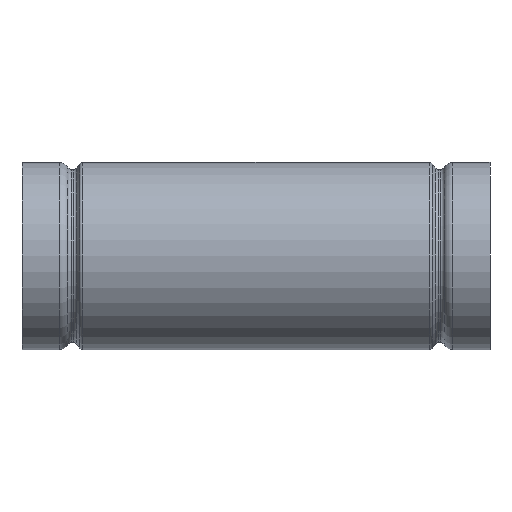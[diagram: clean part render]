
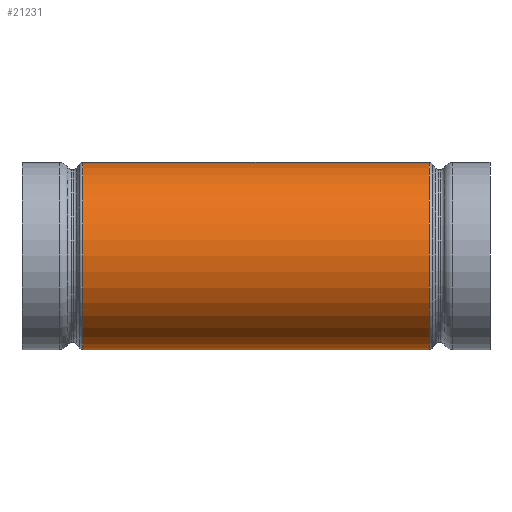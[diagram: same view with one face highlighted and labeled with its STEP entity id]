
A CAD part, front view. The second image highlights one B-rep face of the part: STEP entity #21231.
In plain terms, the highlighted cylindrical face has radius 38.1 mm (diameter 76.2 mm), a full revolution.
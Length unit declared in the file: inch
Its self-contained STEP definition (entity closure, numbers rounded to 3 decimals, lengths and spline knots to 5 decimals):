
#368 = AXIS2_PLACEMENT_3D ( 'NONE', #6049, #18641, #9913 ) ;
#428 = EDGE_CURVE ( 'NONE', #1154, #1154, #15393, .T. ) ;
#879 = CARTESIAN_POINT ( 'NONE',  ( 1.36801, 1.26278, -0.86351 ) ) ;
#953 = CARTESIAN_POINT ( 'NONE',  ( 1.31393, 1.21286, 0.96715 ) ) ;
#1025 = CARTESIAN_POINT ( 'NONE',  ( -0.2431, 0.2244, -1.5 ) ) ;
#1154 = VERTEX_POINT ( 'NONE', #7964 ) ;
#2645 = CARTESIAN_POINT ( 'NONE',  ( 1.02163, 0.94304, -1.18254 ) ) ;
#2712 = CARTESIAN_POINT ( 'NONE',  ( -1.31393, 1.21286, 0.96715 ) ) ;
#2792 = FACE_OUTER_BOUND ( 'NONE', #3265, .T. ) ;
#2811 = CARTESIAN_POINT ( 'NONE',  ( 0., 0., 1.5 ) ) ;
#2875 = CARTESIAN_POINT ( 'NONE',  ( -0.2431, 0.2244, 1.5 ) ) ;
#2928 = CARTESIAN_POINT ( 'NONE',  ( 2.77824, -1.5, 0. ) ) ;
#3265 = EDGE_LOOP ( 'NONE', ( #14080 ) ) ;
#3455 = DIRECTION ( 'NONE',  ( 0., -1., 0. ) ) ;
#4449 = EDGE_LOOP ( 'NONE', ( #6931 ) ) ;
#4764 = CARTESIAN_POINT ( 'NONE',  ( 0.2431, 0.2244, 1.5 ) ) ;
#4796 = VERTEX_POINT ( 'NONE', #2928 ) ;
#6049 = CARTESIAN_POINT ( 'NONE',  ( 2.77824, 0., 0. ) ) ;
#6248 = CARTESIAN_POINT ( 'NONE',  ( -0.60756, 0.56082, -1.42315 ) ) ;
#6401 = CARTESIAN_POINT ( 'NONE',  ( -1.63855, 1.51251, 0.03835 ) ) ;
#6573 = CARTESIAN_POINT ( 'NONE',  ( 0.60756, 0.56082, -1.42315 ) ) ;
#6931 = ORIENTED_EDGE ( 'NONE', *, *, #16875, .F. ) ;
#7770 = ORIENTED_EDGE ( 'NONE', *, *, #11710, .F. ) ;
#7964 = CARTESIAN_POINT ( 'NONE',  ( -2.77824, 1.5, 0. ) ) ;
#8441 = EDGE_CURVE ( 'NONE', #16264, #8918, #15608, .T. ) ;
#8918 = VERTEX_POINT ( 'NONE', #22988 ) ;
#8925 = CARTESIAN_POINT ( 'NONE',  ( -2.77824, 0., 0. ) ) ;
#8926 = CARTESIAN_POINT ( 'NONE',  ( 0., 0., -1.5 ) ) ;
#8988 = CARTESIAN_POINT ( 'NONE',  ( -1.40474, 0., 0. ) ) ;
#9085 = DIRECTION ( 'NONE',  ( -1., 0., 0. ) ) ;
#9809 = CARTESIAN_POINT ( 'NONE',  ( -1.56624, 1.44576, 0.48344 ) ) ;
#9893 = CARTESIAN_POINT ( 'NONE',  ( 0.72914, 0.67305, 1.39775 ) ) ;
#9913 = DIRECTION ( 'NONE',  ( 0., -1., 0. ) ) ;
#10035 = CARTESIAN_POINT ( 'NONE',  ( -1.60225, 1.479, -0.41429 ) ) ;
#11251 = CYLINDRICAL_SURFACE ( 'NONE', #17616, 1.5 ) ;
#11710 = EDGE_CURVE ( 'NONE', #8918, #16264, #14755, .T. ) ;
#11718 = CARTESIAN_POINT ( 'NONE',  ( 1.56624, 1.44576, 0.48344 ) ) ;
#12705 = DIRECTION ( 'NONE',  ( 0., 1., 0. ) ) ;
#13352 = CARTESIAN_POINT ( 'NONE',  ( 0., 0., -1.5 ) ) ;
#13423 = CARTESIAN_POINT ( 'NONE',  ( -1.02163, 0.94304, -1.18254 ) ) ;
#14080 = ORIENTED_EDGE ( 'NONE', *, *, #428, .F. ) ;
#14159 = DIRECTION ( 'NONE',  ( 1., 0., 0. ) ) ;
#14628 = ORIENTED_EDGE ( 'NONE', *, *, #8441, .F. ) ;
#14755 = B_SPLINE_CURVE_WITH_KNOTS ( 'NONE', 3,
 ( #2811, #4764, #9893, #953, #11718, #17029, #17348, #879, #2645, #6573, #22628, #15383 ),
 .UNSPECIFIED., .F., .F.,
 ( 4, 1, 1, 1, 1, 1, 1, 1, 1, 4 ),
 ( 0., 0.14286, 0.28571, 0.42857, 0.47619, 0.57143, 0.71429, 0.78571, 0.85714, 1. ),
 .UNSPECIFIED. ) ;
#15383 = CARTESIAN_POINT ( 'NONE',  ( 0., 0., -1.5 ) ) ;
#15393 = CIRCLE ( 'NONE', #21729, 1.5 ) ;
#15452 = CARTESIAN_POINT ( 'NONE',  ( 0., 0., 1.5 ) ) ;
#15608 = B_SPLINE_CURVE_WITH_KNOTS ( 'NONE', 3,
 ( #13352, #1025, #6248, #13423, #20804, #10035, #6401, #9809, #2712, #18850, #2875, #15452 ),
 .UNSPECIFIED., .F., .F.,
 ( 4, 1, 1, 1, 1, 1, 1, 1, 1, 4 ),
 ( 0., 0.14286, 0.21429, 0.28571, 0.42857, 0.52381, 0.57143, 0.71429, 0.85714, 1. ),
 .UNSPECIFIED. ) ;
#15871 = CIRCLE ( 'NONE', #368, 1.5 ) ;
#16264 = VERTEX_POINT ( 'NONE', #8926 ) ;
#16559 = FACE_OUTER_BOUND ( 'NONE', #4449, .T. ) ;
#16875 = EDGE_CURVE ( 'NONE', #4796, #4796, #15871, .T. ) ;
#17029 = CARTESIAN_POINT ( 'NONE',  ( 1.63855, 1.51251, 0.03835 ) ) ;
#17135 = FACE_BOUND ( 'NONE', #21946, .T. ) ;
#17348 = CARTESIAN_POINT ( 'NONE',  ( 1.60225, 1.479, -0.41429 ) ) ;
#17616 = AXIS2_PLACEMENT_3D ( 'NONE', #8988, #14159, #3455 ) ;
#18641 = DIRECTION ( 'NONE',  ( 1., 0., 0. ) ) ;
#18850 = CARTESIAN_POINT ( 'NONE',  ( -0.72914, 0.67305, 1.39775 ) ) ;
#20804 = CARTESIAN_POINT ( 'NONE',  ( -1.36801, 1.26278, -0.86351 ) ) ;
#21231 = ADVANCED_FACE ( 'NONE', ( #16559, #17135, #2792 ), #11251, .T. ) ;
#21729 = AXIS2_PLACEMENT_3D ( 'NONE', #8925, #9085, #12705 ) ;
#21946 = EDGE_LOOP ( 'NONE', ( #14628, #7770 ) ) ;
#22628 = CARTESIAN_POINT ( 'NONE',  ( 0.2431, 0.2244, -1.5 ) ) ;
#22988 = CARTESIAN_POINT ( 'NONE',  ( 0., 0., 1.5 ) ) ;
